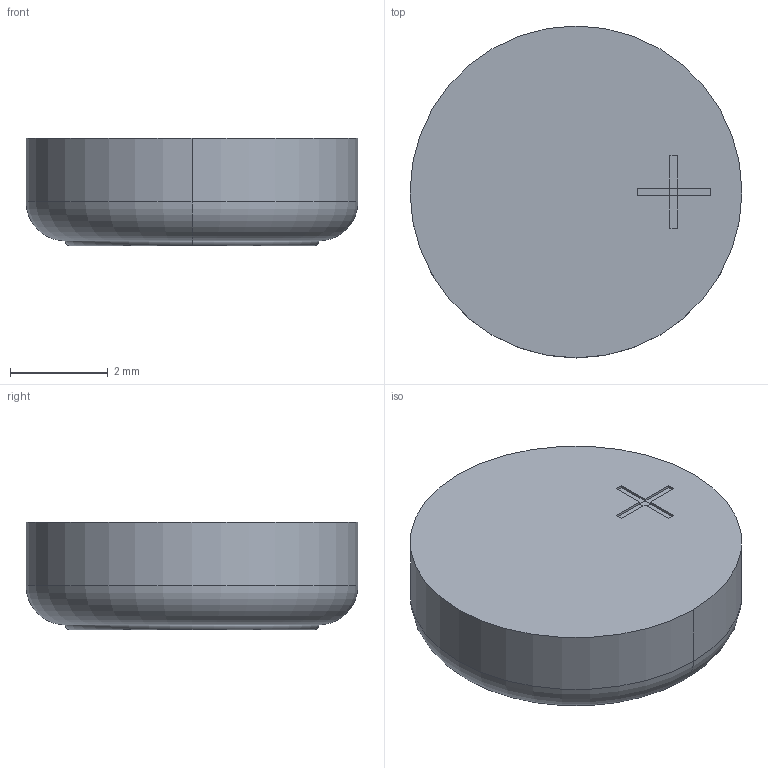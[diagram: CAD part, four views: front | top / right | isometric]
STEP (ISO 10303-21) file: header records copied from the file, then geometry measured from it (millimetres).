
FILE_DESCRIPTION((''),'2;1');
FILE_NAME('BAT_VARTA_V 364 MF.stp','2014-07-03T13:27:53',(''),(''),'Mechanical Desktop 2011','Mechanical Desktop 2011',', , ');
FILE_SCHEMA(('AUTOMOTIVE_DESIGN { 1 2 10303 214 1 1 1 1 }'));
Length unit declared in the file: millimetre
Products named in the file (1): Product
Bounding box: 6.8 x 6.8 x 2.2 mm (x, y, z)
Volume: 75.6 mm3; surface area: 158.2 mm2
Topology: 5 solids, 5 shells, 40 faces, 86 edges, 56 vertices
Faces by surface type: bspline 25, cylinder 6, plane 5, torus 4
Entity records: 1137 total; most frequent: CARTESIAN_POINT 258, ORIENTED_EDGE 172, DIRECTION 138, EDGE_CURVE 86, VECTOR 66, LINE 66, VERTEX_POINT 56, EDGE_LOOP 42
